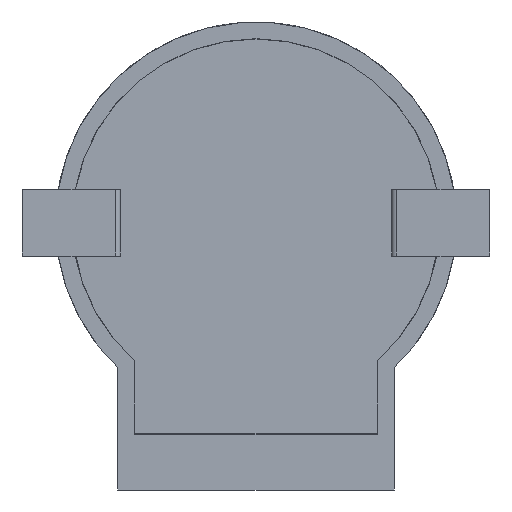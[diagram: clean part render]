
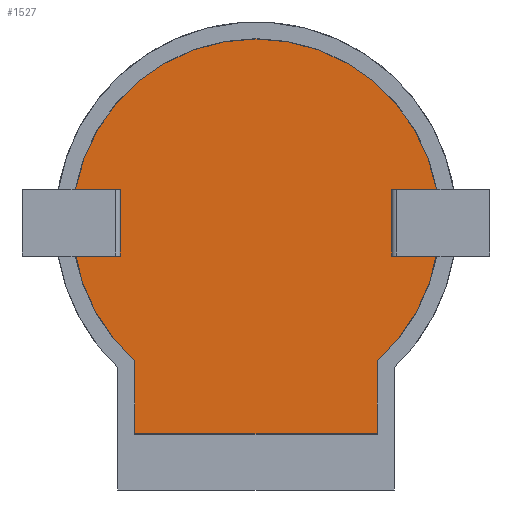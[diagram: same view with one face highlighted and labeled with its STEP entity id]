
A CAD part, front view. The second image highlights one B-rep face of the part: STEP entity #1527.
In plain terms, the highlighted planar face has unit normal (0, -1, 0).
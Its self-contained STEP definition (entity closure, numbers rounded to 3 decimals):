
#21=FACE_BOUND('',#230,.T.);
#22=FACE_BOUND('',#231,.T.);
#81=PLANE('',#1646);
#149=FACE_OUTER_BOUND('',#229,.T.);
#229=EDGE_LOOP('',(#1261,#1262,#1263,#1264));
#230=EDGE_LOOP('',(#1265,#1266,#1267,#1268));
#231=EDGE_LOOP('',(#1269,#1270,#1271,#1272));
#269=LINE('',#2114,#436);
#281=LINE('',#2143,#448);
#367=LINE('',#2332,#534);
#374=LINE('',#2347,#541);
#380=LINE('',#2357,#547);
#386=LINE('',#2370,#553);
#393=LINE('',#2384,#560);
#397=LINE('',#2392,#564);
#403=LINE('',#2407,#570);
#404=LINE('',#2409,#571);
#405=LINE('',#2410,#572);
#436=VECTOR('',#1713,10.);
#448=VECTOR('',#1735,10.);
#534=VECTOR('',#1913,10.);
#541=VECTOR('',#1924,10.);
#547=VECTOR('',#1934,10.);
#553=VECTOR('',#1948,10.);
#560=VECTOR('',#1959,10.);
#564=VECTOR('',#1967,10.);
#570=VECTOR('',#1981,10.);
#571=VECTOR('',#1982,10.);
#572=VECTOR('',#1983,10.);
#614=CIRCLE('',#1647,4.119);
#640=VERTEX_POINT('',#2111);
#641=VERTEX_POINT('',#2113);
#652=VERTEX_POINT('',#2140);
#653=VERTEX_POINT('',#2142);
#710=VERTEX_POINT('',#2331);
#716=VERTEX_POINT('',#2346);
#721=VERTEX_POINT('',#2369);
#726=VERTEX_POINT('',#2382);
#731=VERTEX_POINT('',#2403);
#732=VERTEX_POINT('',#2404);
#733=VERTEX_POINT('',#2406);
#734=VERTEX_POINT('',#2408);
#772=EDGE_CURVE('',#641,#640,#269,.T.);
#786=EDGE_CURVE('',#653,#652,#281,.T.);
#884=EDGE_CURVE('',#652,#710,#367,.T.);
#891=EDGE_CURVE('',#710,#716,#374,.T.);
#897=EDGE_CURVE('',#716,#653,#380,.T.);
#903=EDGE_CURVE('',#640,#721,#386,.T.);
#910=EDGE_CURVE('',#721,#726,#393,.T.);
#914=EDGE_CURVE('',#726,#641,#397,.T.);
#920=EDGE_CURVE('',#731,#732,#614,.T.);
#921=EDGE_CURVE('',#733,#731,#403,.T.);
#922=EDGE_CURVE('',#734,#733,#404,.T.);
#923=EDGE_CURVE('',#732,#734,#405,.T.);
#1261=ORIENTED_EDGE('',*,*,#920,.F.);
#1262=ORIENTED_EDGE('',*,*,#921,.F.);
#1263=ORIENTED_EDGE('',*,*,#922,.F.);
#1264=ORIENTED_EDGE('',*,*,#923,.F.);
#1265=ORIENTED_EDGE('',*,*,#786,.T.);
#1266=ORIENTED_EDGE('',*,*,#884,.T.);
#1267=ORIENTED_EDGE('',*,*,#891,.T.);
#1268=ORIENTED_EDGE('',*,*,#897,.T.);
#1269=ORIENTED_EDGE('',*,*,#914,.T.);
#1270=ORIENTED_EDGE('',*,*,#772,.T.);
#1271=ORIENTED_EDGE('',*,*,#903,.T.);
#1272=ORIENTED_EDGE('',*,*,#910,.T.);
#1527=ADVANCED_FACE('',(#149,#21,#22),#81,.T.);
#1646=AXIS2_PLACEMENT_3D('',#2402,#1977,#1978);
#1647=AXIS2_PLACEMENT_3D('',#2405,#1979,#1980);
#1713=DIRECTION('',(-1.,0.,0.));
#1735=DIRECTION('',(0.,0.,1.));
#1913=DIRECTION('',(1.,0.,0.));
#1924=DIRECTION('',(0.,0.,-1.));
#1934=DIRECTION('',(-1.,0.,0.));
#1948=DIRECTION('',(0.,0.,1.));
#1959=DIRECTION('',(1.,0.,0.));
#1967=DIRECTION('',(0.,0.,-1.));
#1977=DIRECTION('center_axis',(0.,-1.,0.));
#1978=DIRECTION('ref_axis',(-1.,0.,0.));
#1979=DIRECTION('center_axis',(0.,1.,0.));
#1980=DIRECTION('ref_axis',(0.,0.,
1.));
#1981=DIRECTION('',(0.,0.,1.));
#1982=DIRECTION('',(-1.,0.,0.));
#1983=DIRECTION('',(0.,0.,-1.));
#2111=CARTESIAN_POINT('',(-3.155,-1.402,-0.143));
#2113=CARTESIAN_POINT('',(-3.053,-1.402,-0.143));
#2114=CARTESIAN_POINT('',(-1.58,-1.402,-0.143));
#2140=CARTESIAN_POINT('',(3.045,-1.402,1.359));
#2142=CARTESIAN_POINT('',(3.045,-1.402,-0.143));
#2143=CARTESIAN_POINT('',(3.045,-1.402,2.015));
#2331=CARTESIAN_POINT('',(3.147,-1.402,1.359));
#2332=CARTESIAN_POINT('',(1.572,-1.402,1.359));
#2346=CARTESIAN_POINT('',(3.147,-1.402,-0.143));
#2347=CARTESIAN_POINT('',(3.147,-1.402,1.264));
#2357=CARTESIAN_POINT('',(1.52,-1.402,-0.143));
#2369=CARTESIAN_POINT('',(-3.155,-1.402,1.358));
#2370=CARTESIAN_POINT('',(-3.155,-1.402,2.014));
#2382=CARTESIAN_POINT('',(-3.053,-1.402,1.358));
#2384=CARTESIAN_POINT('',(-1.529,-1.402,1.358));
#2392=CARTESIAN_POINT('',(-3.053,-1.402,1.264));
#2402=CARTESIAN_POINT('Origin',(-0.004,-1.402,2.67));
#2403=CARTESIAN_POINT('',(-2.722,-1.402,-2.487));
#2404=CARTESIAN_POINT('',(2.714,-1.402,-2.487));
#2405=CARTESIAN_POINT('Origin',(-0.004,-1.402,0.608));
#2406=CARTESIAN_POINT('',(-2.722,-1.402,-4.135));
#2407=CARTESIAN_POINT('',(-2.722,-1.402,0.09));
#2408=CARTESIAN_POINT('',(2.714,-1.402,-4.135));
#2409=CARTESIAN_POINT('',(-1.366,-1.402,-4.135));
#2410=CARTESIAN_POINT('',(2.714,-1.402,-0.735));
